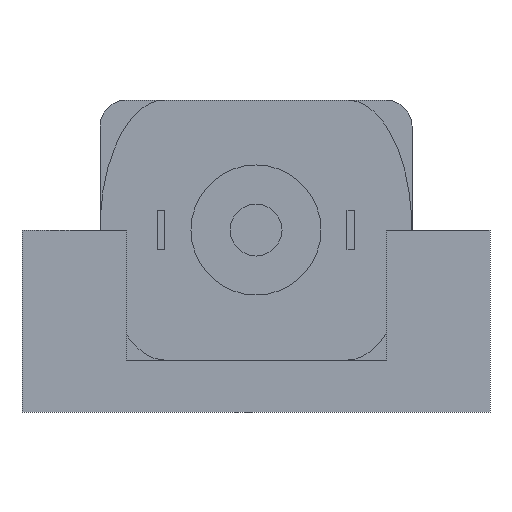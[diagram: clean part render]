
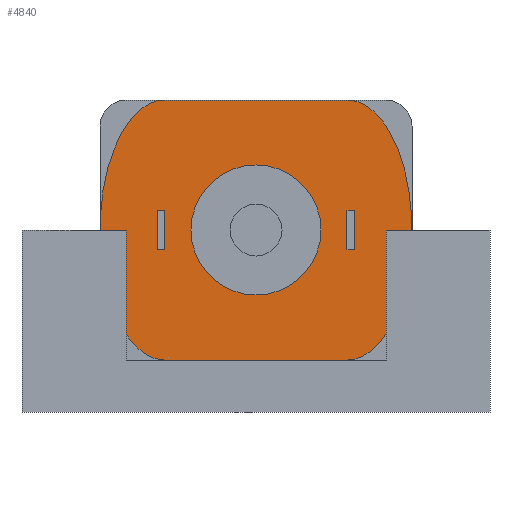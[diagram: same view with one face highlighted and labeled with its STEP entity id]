
A CAD part, front view. The second image highlights one B-rep face of the part: STEP entity #4840.
In plain terms, the highlighted planar face has unit normal (0, -1, 0).
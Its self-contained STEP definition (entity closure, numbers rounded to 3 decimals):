
#80 = CIRCLE ( 'NONE', #4799, 2.5 ) ;
#115 = VECTOR ( 'NONE', #3124, 1000. ) ;
#147 = CARTESIAN_POINT ( 'NONE',  ( 0., 0., 0. ) ) ;
#204 = EDGE_LOOP ( 'NONE', ( #3636, #3494, #1648, #1166 ) ) ;
#207 = CIRCLE ( 'NONE', #4461, 2.5 ) ;
#222 = VECTOR ( 'NONE', #1414, 1000. ) ;
#265 = DIRECTION ( 'NONE',  ( 1., 0., 0. ) ) ;
#297 = CARTESIAN_POINT ( 'NONE',  ( 0.75, 0., -3.5 ) ) ;
#319 = CARTESIAN_POINT ( 'NONE',  ( 5., 0., -3.5 ) ) ;
#344 = LINE ( 'NONE', #3717, #4546 ) ;
#422 = VERTEX_POINT ( 'NONE', #1395 ) ;
#494 = VERTEX_POINT ( 'NONE', #1960 ) ;
#608 = DIRECTION ( 'NONE',  ( 0., 1., 0. ) ) ;
#689 = EDGE_CURVE ( 'NONE', #4160, #901, #5995, .T. ) ;
#691 = CARTESIAN_POINT ( 'NONE',  ( -0.75, 0., -3.8 ) ) ;
#807 = ORIENTED_EDGE ( 'NONE', *, *, #2191, .F. ) ;
#834 = DIRECTION ( 'NONE',  ( 0., 0., 1. ) ) ;
#851 = LINE ( 'NONE', #2306, #1466 ) ;
#854 =( BOUNDED_CURVE ( )  B_SPLINE_CURVE ( 3, ( #3612, #3646, #5888, #1260 ),
 .UNSPECIFIED., .F., .F. ) 
 B_SPLINE_CURVE_WITH_KNOTS ( ( 4, 4 ),
 ( 3.142, 6.283 ),
 .UNSPECIFIED. ) 
 CURVE ( )  GEOMETRIC_REPRESENTATION_ITEM ( )  RATIONAL_B_SPLINE_CURVE ( ( 1., 0.333, 0.333, 1. ) ) 
 REPRESENTATION_ITEM ( '' )  );
#865 = CARTESIAN_POINT ( 'NONE',  ( 0., 0., -2.5 ) ) ;
#879 = LINE ( 'NONE', #297, #1157 ) ;
#901 = VERTEX_POINT ( 'NONE', #2534 ) ;
#1052 = CARTESIAN_POINT ( 'NONE',  ( -0.75, 0., 3.5 ) ) ;
#1131 = DIRECTION ( 'NONE',  ( 0., -1., 0. ) ) ;
#1153 = ORIENTED_EDGE ( 'NONE', *, *, #2725, .F. ) ;
#1157 = VECTOR ( 'NONE', #1340, 1000. ) ;
#1166 = ORIENTED_EDGE ( 'NONE', *, *, #5994, .F. ) ;
#1200 = LINE ( 'NONE', #5953, #115 ) ;
#1233 = CARTESIAN_POINT ( 'NONE',  ( -5., 0., -3.5 ) ) ;
#1241 = VERTEX_POINT ( 'NONE', #1503 ) ;
#1260 = CARTESIAN_POINT ( 'NONE',  ( 5., 0., 3.5 ) ) ;
#1263 = VECTOR ( 'NONE', #1662, 1000. ) ;
#1325 = CARTESIAN_POINT ( 'NONE',  ( -5., 0., -8.5 ) ) ;
#1340 = DIRECTION ( 'NONE',  ( 0., 0., 1. ) ) ;
#1395 = CARTESIAN_POINT ( 'NONE',  ( 0.75, 0., -3.8 ) ) ;
#1414 = DIRECTION ( 'NONE',  ( 0., 0., 1. ) ) ;
#1466 = VECTOR ( 'NONE', #4623, 1000. ) ;
#1475 = EDGE_CURVE ( 'NONE', #422, #4549, #879, .T. ) ;
#1503 = CARTESIAN_POINT ( 'NONE',  ( 0., 0., 2.5 ) ) ;
#1518 = DIRECTION ( 'NONE',  ( 0., 0., -1. ) ) ;
#1632 = LINE ( 'NONE', #2101, #1263 ) ;
#1648 = ORIENTED_EDGE ( 'NONE', *, *, #3894, .F. ) ;
#1662 = DIRECTION ( 'NONE',  ( 1., 0., 0. ) ) ;
#1702 = CARTESIAN_POINT ( 'NONE',  ( 0.75, 0., -3.5 ) ) ;
#1960 = CARTESIAN_POINT ( 'NONE',  ( 0.75, 0., 3.8 ) ) ;
#1996 = ORIENTED_EDGE ( 'NONE', *, *, #4380, .F. ) ;
#2047 = AXIS2_PLACEMENT_3D ( 'NONE', #3425, #608, #5765 ) ;
#2101 = CARTESIAN_POINT ( 'NONE',  ( -0.75, 0., 3.5 ) ) ;
#2148 = VERTEX_POINT ( 'NONE', #5433 ) ;
#2191 = EDGE_CURVE ( 'NONE', #5560, #2258, #3617, .T. ) ;
#2229 = DIRECTION ( 'NONE',  ( -1., 0., 0. ) ) ;
#2258 = VERTEX_POINT ( 'NONE', #4550 ) ;
#2306 = CARTESIAN_POINT ( 'NONE',  ( -0.75, 0., 3.8 ) ) ;
#2360 = CARTESIAN_POINT ( 'NONE',  ( -0.75, 0., 3.5 ) ) ;
#2510 = ORIENTED_EDGE ( 'NONE', *, *, #3443, .F. ) ;
#2533 = FACE_BOUND ( 'NONE', #5308, .T. ) ;
#2534 = CARTESIAN_POINT ( 'NONE',  ( 5., 0., -3.5 ) ) ;
#2541 = LINE ( 'NONE', #1052, #3629 ) ;
#2562 = FACE_BOUND ( 'NONE', #4301, .T. ) ;
#2725 = EDGE_CURVE ( 'NONE', #494, #4257, #851, .T. ) ;
#2984 = ORIENTED_EDGE ( 'NONE', *, *, #1475, .F. ) ;
#3124 = DIRECTION ( 'NONE',  ( 0., 0., 1. ) ) ;
#3218 = VERTEX_POINT ( 'NONE', #2360 ) ;
#3303 = CARTESIAN_POINT ( 'NONE',  ( 5., 0., -8.5 ) ) ;
#3305 = LINE ( 'NONE', #5648, #222 ) ;
#3334 = CARTESIAN_POINT ( 'NONE',  ( 5., 0., -3.5 ) ) ;
#3379 = CARTESIAN_POINT ( 'NONE',  ( 0.75, 0., 3.5 ) ) ;
#3425 = CARTESIAN_POINT ( 'NONE',  ( 0., 0., -3.5 ) ) ;
#3433 = VECTOR ( 'NONE', #265, 1000. ) ;
#3443 = EDGE_CURVE ( 'NONE', #4549, #5560, #344, .T. ) ;
#3494 = ORIENTED_EDGE ( 'NONE', *, *, #689, .F. ) ;
#3589 = DIRECTION ( 'NONE',  ( 0., 0., -1. ) ) ;
#3612 = CARTESIAN_POINT ( 'NONE',  ( -5., 0., 3.5 ) ) ;
#3617 = LINE ( 'NONE', #3652, #3886 ) ;
#3629 = VECTOR ( 'NONE', #1518, 1000. ) ;
#3636 = ORIENTED_EDGE ( 'NONE', *, *, #4775, .F. ) ;
#3646 = CARTESIAN_POINT ( 'NONE',  ( -5., 0., 8.5 ) ) ;
#3652 = CARTESIAN_POINT ( 'NONE',  ( -0.75, 0., -3.5 ) ) ;
#3717 = CARTESIAN_POINT ( 'NONE',  ( -0.75, 0., -3.5 ) ) ;
#3750 =( BOUNDED_CURVE ( )  B_SPLINE_CURVE ( 3, ( #3334, #3303, #1325, #4269 ),
 .UNSPECIFIED., .F., .F. ) 
 B_SPLINE_CURVE_WITH_KNOTS ( ( 4, 4 ),
 ( 0., 3.142 ),
 .UNSPECIFIED. ) 
 CURVE ( )  GEOMETRIC_REPRESENTATION_ITEM ( )  RATIONAL_B_SPLINE_CURVE ( ( 1., 0.333, 0.333, 1. ) ) 
 REPRESENTATION_ITEM ( '' )  );
#3831 = FACE_OUTER_BOUND ( 'NONE', #204, .T. ) ;
#3886 = VECTOR ( 'NONE', #3589, 1000. ) ;
#3894 = EDGE_CURVE ( 'NONE', #2148, #4160, #854, .T. ) ;
#3903 = EDGE_CURVE ( 'NONE', #1241, #5770, #207, .T. ) ;
#3930 = EDGE_CURVE ( 'NONE', #4323, #494, #1200, .T. ) ;
#4028 = DIRECTION ( 'NONE',  ( 0., 0., -1. ) ) ;
#4160 = VERTEX_POINT ( 'NONE', #4482 ) ;
#4257 = VERTEX_POINT ( 'NONE', #4646 ) ;
#4269 = CARTESIAN_POINT ( 'NONE',  ( -5., 0., -3.5 ) ) ;
#4301 = EDGE_LOOP ( 'NONE', ( #5110, #4693 ) ) ;
#4320 = DIRECTION ( 'NONE',  ( 0., 0., 1. ) ) ;
#4323 = VERTEX_POINT ( 'NONE', #3379 ) ;
#4351 = ORIENTED_EDGE ( 'NONE', *, *, #5444, .F. ) ;
#4380 = EDGE_CURVE ( 'NONE', #4257, #3218, #2541, .T. ) ;
#4427 = ORIENTED_EDGE ( 'NONE', *, *, #4974, .F. ) ;
#4461 = AXIS2_PLACEMENT_3D ( 'NONE', #5054, #4960, #834 ) ;
#4482 = CARTESIAN_POINT ( 'NONE',  ( 5., 0., 3.5 ) ) ;
#4546 = VECTOR ( 'NONE', #2229, 1000. ) ;
#4549 = VERTEX_POINT ( 'NONE', #1702 ) ;
#4550 = CARTESIAN_POINT ( 'NONE',  ( -0.75, 0., -3.8 ) ) ;
#4613 = EDGE_LOOP ( 'NONE', ( #2510, #2984, #4351, #807 ) ) ;
#4623 = DIRECTION ( 'NONE',  ( -1., 0., 0. ) ) ;
#4646 = CARTESIAN_POINT ( 'NONE',  ( -0.75, 0., 3.8 ) ) ;
#4693 = ORIENTED_EDGE ( 'NONE', *, *, #5262, .F. ) ;
#4737 = CARTESIAN_POINT ( 'NONE',  ( -0.75, 0., -3.5 ) ) ;
#4764 = VECTOR ( 'NONE', #4028, 1000. ) ;
#4775 = EDGE_CURVE ( 'NONE', #901, #5885, #3750, .T. ) ;
#4799 = AXIS2_PLACEMENT_3D ( 'NONE', #147, #1131, #4320 ) ;
#4840 = ADVANCED_FACE ( 'NONE', ( #2533, #5241, #2562, #3831 ), #5330, .F. ) ;
#4918 = LINE ( 'NONE', #691, #3433 ) ;
#4960 = DIRECTION ( 'NONE',  ( 0., -1., 0. ) ) ;
#4974 = EDGE_CURVE ( 'NONE', #3218, #4323, #1632, .T. ) ;
#5054 = CARTESIAN_POINT ( 'NONE',  ( 0., 0., 0. ) ) ;
#5110 = ORIENTED_EDGE ( 'NONE', *, *, #3903, .F. ) ;
#5241 = FACE_BOUND ( 'NONE', #4613, .T. ) ;
#5262 = EDGE_CURVE ( 'NONE', #5770, #1241, #80, .T. ) ;
#5308 = EDGE_LOOP ( 'NONE', ( #1996, #1153, #6081, #4427 ) ) ;
#5330 = PLANE ( 'NONE',  #2047 ) ;
#5433 = CARTESIAN_POINT ( 'NONE',  ( -5., 0., 3.5 ) ) ;
#5444 = EDGE_CURVE ( 'NONE', #2258, #422, #4918, .T. ) ;
#5560 = VERTEX_POINT ( 'NONE', #4737 ) ;
#5648 = CARTESIAN_POINT ( 'NONE',  ( -5., 0., -3.5 ) ) ;
#5765 = DIRECTION ( 'NONE',  ( 1., 0., 0. ) ) ;
#5770 = VERTEX_POINT ( 'NONE', #865 ) ;
#5885 = VERTEX_POINT ( 'NONE', #1233 ) ;
#5888 = CARTESIAN_POINT ( 'NONE',  ( 5., 0., 8.5 ) ) ;
#5953 = CARTESIAN_POINT ( 'NONE',  ( 0.75, 0., 3.5 ) ) ;
#5994 = EDGE_CURVE ( 'NONE', #5885, #2148, #3305, .T. ) ;
#5995 = LINE ( 'NONE', #319, #4764 ) ;
#6081 = ORIENTED_EDGE ( 'NONE', *, *, #3930, .F. ) ;
